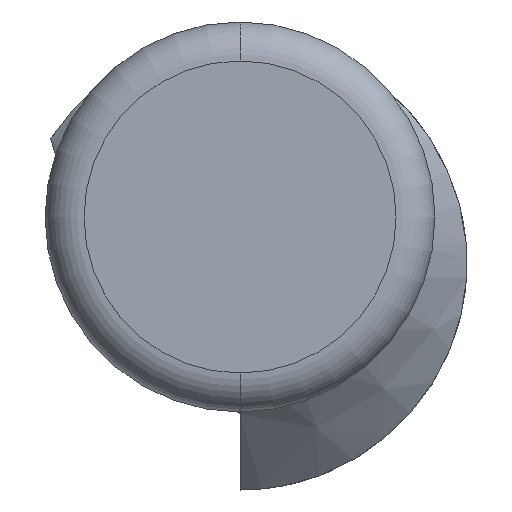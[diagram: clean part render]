
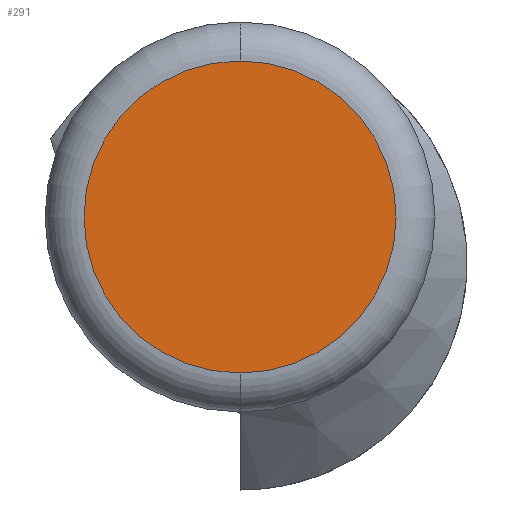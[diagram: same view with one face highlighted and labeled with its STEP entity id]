
A CAD part, left-side view. The second image highlights one B-rep face of the part: STEP entity #291.
In plain terms, the highlighted planar face has unit normal (-1, 0, 0).
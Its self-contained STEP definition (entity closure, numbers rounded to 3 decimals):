
#9 = VERTEX_POINT ( 'NONE', #126 ) ;
#65 = VERTEX_POINT ( 'NONE', #330 ) ;
#67 = DIRECTION ( 'NONE',  ( 1., 0., 0. ) ) ;
#77 = CARTESIAN_POINT ( 'NONE',  ( 0., 0., 0. ) ) ;
#94 = AXIS2_PLACEMENT_3D ( 'NONE', #77, #460, #298 ) ;
#126 = CARTESIAN_POINT ( 'NONE',  ( 0., 0., 4. ) ) ;
#145 = DIRECTION ( 'NONE',  ( -1., 0., 0. ) ) ;
#172 = PLANE ( 'NONE',  #389 ) ;
#193 = CIRCLE ( 'NONE', #478, 4. ) ;
#258 = DIRECTION ( 'NONE',  ( 0., 0., -1. ) ) ;
#286 = ORIENTED_EDGE ( 'NONE', *, *, #365, .T. ) ;
#291 = ADVANCED_FACE ( 'NONE', ( #302 ), #172, .F. ) ;
#298 = DIRECTION ( 'NONE',  ( 0., 0., 1. ) ) ;
#302 = FACE_OUTER_BOUND ( 'NONE', #355, .T. ) ;
#330 = CARTESIAN_POINT ( 'NONE',  ( 0., 0., -4. ) ) ;
#353 = DIRECTION ( 'NONE',  ( 0., 0., 1. ) ) ;
#355 = EDGE_LOOP ( 'NONE', ( #525, #286 ) ) ;
#365 = EDGE_CURVE ( 'NONE', #65, #9, #193, .T. ) ;
#384 = CARTESIAN_POINT ( 'NONE',  ( 0., 0., 0. ) ) ;
#389 = AXIS2_PLACEMENT_3D ( 'NONE', #384, #67, #258 ) ;
#412 = CARTESIAN_POINT ( 'NONE',  ( 0., 0., 0. ) ) ;
#422 = CIRCLE ( 'NONE', #94, 4. ) ;
#460 = DIRECTION ( 'NONE',  ( -1., 0., 0. ) ) ;
#461 = EDGE_CURVE ( 'NONE', #9, #65, #422, .T. ) ;
#478 = AXIS2_PLACEMENT_3D ( 'NONE', #412, #145, #353 ) ;
#525 = ORIENTED_EDGE ( 'NONE', *, *, #461, .T. ) ;
